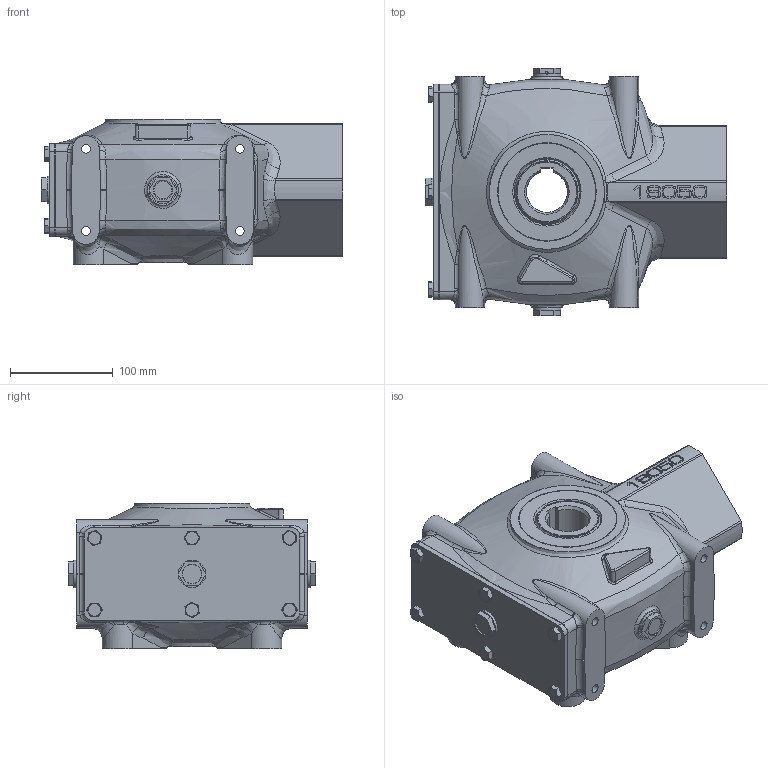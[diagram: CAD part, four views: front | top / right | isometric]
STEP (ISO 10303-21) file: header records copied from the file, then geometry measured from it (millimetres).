
FILE_DESCRIPTION (( 'STEP AP214' ), '1' );
FILE_NAME ('RT145-40 att32.STEP', '2020-05-05T09:27:19', ( '' ), ( '' ), 'SwSTEP 2.0', 'SolidWorks 2018', '' );
FILE_SCHEMA (( 'AUTOMOTIVE_DESIGN' ));
Length unit declared in the file: millimetre
Products named in the file (1): RT145-40 att32
Bounding box: 293.3 x 241.1 x 142 mm (x, y, z)
Surface area: 273375.2 mm2 (no closed solid volume)
Topology: 0 solids, 16 shells, 731 faces, 1992 edges, 1247 vertices
Faces by surface type: bspline 372, plane 201, cylinder 102, torus 29, cone 23, sphere 4
Full cylindrical faces by diameter (mm): 2.5 x1, 8.5 x8, 10.2 x8, 19.2 x3, 27 x3, 49.5 x1, 79.5 x1, 82.5 x1, 85 x1, 95 x1
Entity records: 53034 total; most frequent: CARTESIAN_POINT 29910, ORIENTED_EDGE 3551, DIRECTION 2168, EDGE_CURVE 1897, VERTEX_POINT 1237, EDGE_LOOP 850, B_SPLINE_CURVE_WITH_KNOTS 824, AXIS2_PLACEMENT_3D 789
